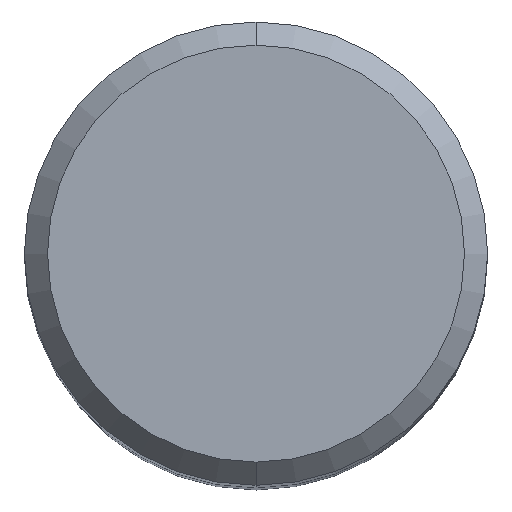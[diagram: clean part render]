
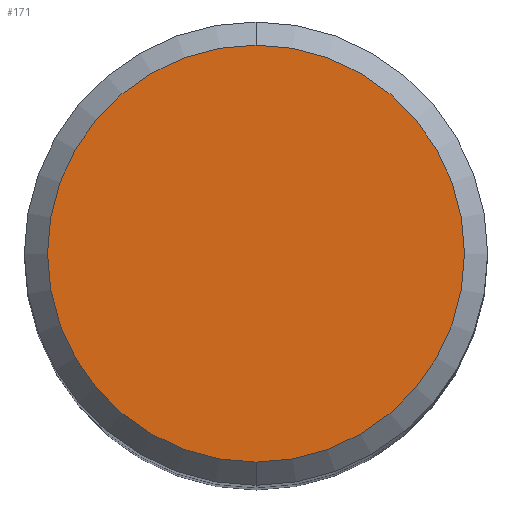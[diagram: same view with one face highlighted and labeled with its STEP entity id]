
A CAD part, top view. The second image highlights one B-rep face of the part: STEP entity #171.
In plain terms, the highlighted planar face has unit normal (0, 0, 1).
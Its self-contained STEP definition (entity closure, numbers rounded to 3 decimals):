
#117=VERTEX_POINT('',#271);
#157=EDGE_CURVE('',#117,#195,#316,.T.);
#171=ADVANCED_FACE('',(#331),#332,.T.);
#195=VERTEX_POINT('',#361);
#209=EDGE_CURVE('',#195,#117,#376,.T.);
#271=CARTESIAN_POINT('',(0.,-7.2,0.));
#316=CIRCLE('',#495,7.2);
#331=FACE_OUTER_BOUND('',#516,.T.);
#332=PLANE('',#517);
#361=CARTESIAN_POINT('',(0.0,7.2,0.));
#376=CIRCLE('',#570,7.2);
#495=AXIS2_PLACEMENT_3D('',#685,#686,#687);
#516=EDGE_LOOP('',(#705,#706));
#517=AXIS2_PLACEMENT_3D('',#707,#708,#709);
#570=AXIS2_PLACEMENT_3D('',#774,#775,#776);
#685=CARTESIAN_POINT('',(0.0,0.0,0.));
#686=DIRECTION('',(0.0,0.0,-1.0));
#687=DIRECTION('',(0.0,1.0,0.0));
#705=ORIENTED_EDGE('',*,*,#209,.F.);
#706=ORIENTED_EDGE('',*,*,#157,.F.);
#707=CARTESIAN_POINT('',(0.0,3.6,0.));
#708=DIRECTION('',(-0.0,0.0,1.0));
#709=DIRECTION('',(0.0,-1.0,0.0));
#774=CARTESIAN_POINT('',(0.0,0.0,0.));
#775=DIRECTION('',(0.0,0.0,-1.0));
#776=DIRECTION('',(0.0,1.0,0.0));
